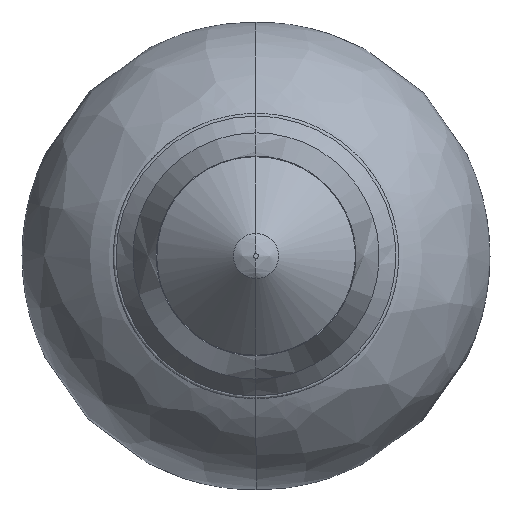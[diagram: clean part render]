
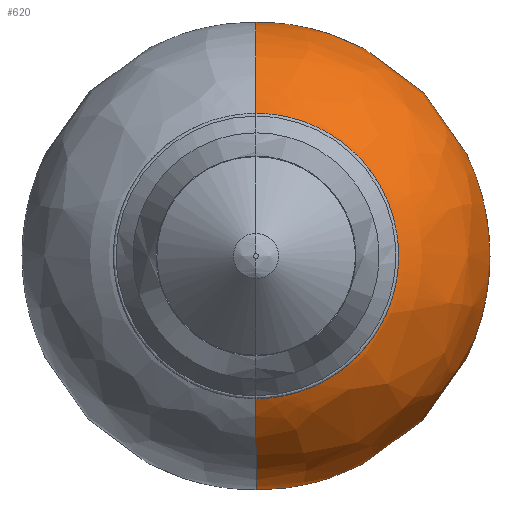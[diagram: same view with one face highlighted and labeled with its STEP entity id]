
A CAD part, front view. The second image highlights one B-rep face of the part: STEP entity #620.
In plain terms, the highlighted free-form (B-spline) face has degree [2, 2] with [5, 3] control points.
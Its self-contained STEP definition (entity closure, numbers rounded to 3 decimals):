
#581 = VERTEX_POINT('',#582);
#582 = CARTESIAN_POINT('',(0.,-5.992,2.598));
#590 = VERTEX_POINT('',#591);
#591 = CARTESIAN_POINT('',(0.,-5.992,
    -2.598));
#620 = ADVANCED_FACE('',(#621),#655,.T.);
#621 = FACE_BOUND('',#622,.T.);
#622 = EDGE_LOOP('',(#623,#631,#639,#649));
#623 = ORIENTED_EDGE('',*,*,#624,.T.);
#624 = EDGE_CURVE('',#581,#590,#625,.T.);
#625 = ( BOUNDED_CURVE() B_SPLINE_CURVE(2,(#626,#627,#628,#629,#630),
.UNSPECIFIED.,.F.,.F.) B_SPLINE_CURVE_WITH_KNOTS((3,2,3),(0.,
1.571,3.142),.PIECEWISE_BEZIER_KNOTS.) CURVE() 
GEOMETRIC_REPRESENTATION_ITEM() RATIONAL_B_SPLINE_CURVE((1.,
0.707,1.,0.707,1.)) REPRESENTATION_ITEM('') );
#626 = CARTESIAN_POINT('',(0.,-5.992,2.598));
#627 = CARTESIAN_POINT('',(2.598,-5.992,2.598
    ));
#628 = CARTESIAN_POINT('',(2.598,-5.992,
    0.));
#629 = CARTESIAN_POINT('',(2.598,-5.992,
    -2.598));
#630 = CARTESIAN_POINT('',(0.,-5.992,
    -2.598));
#631 = ORIENTED_EDGE('',*,*,#632,.T.);
#632 = EDGE_CURVE('',#590,#633,#635,.T.);
#633 = VERTEX_POINT('',#634);
#634 = CARTESIAN_POINT('',(0.,-0.736,
    -5.511));
#635 = ( BOUNDED_CURVE() B_SPLINE_CURVE(2,(#636,#637,#638),
.UNSPECIFIED.,.F.,.F.) B_SPLINE_CURVE_WITH_KNOTS((3,3),(5.001,
6.553),.PIECEWISE_BEZIER_KNOTS.) CURVE() 
GEOMETRIC_REPRESENTATION_ITEM() RATIONAL_B_SPLINE_CURVE((1.,
0.713,1.)) REPRESENTATION_ITEM('') );
#636 = CARTESIAN_POINT('',(0.,-5.992,
    -2.598));
#637 = CARTESIAN_POINT('',(0.,-4.794,
    -6.635));
#638 = CARTESIAN_POINT('',(0.,-0.736,
    -5.511));
#639 = ORIENTED_EDGE('',*,*,#640,.F.);
#640 = EDGE_CURVE('',#641,#633,#643,.T.);
#641 = VERTEX_POINT('',#642);
#642 = CARTESIAN_POINT('',(0.,-0.736,5.511));
#643 = ( BOUNDED_CURVE() B_SPLINE_CURVE(2,(#644,#645,#646,#647,#648),
.UNSPECIFIED.,.F.,.F.) B_SPLINE_CURVE_WITH_KNOTS((3,2,3),(0.,
1.571,3.142),.PIECEWISE_BEZIER_KNOTS.) CURVE() 
GEOMETRIC_REPRESENTATION_ITEM() RATIONAL_B_SPLINE_CURVE((1.,
0.707,1.,0.707,1.)) REPRESENTATION_ITEM('') );
#644 = CARTESIAN_POINT('',(0.,-0.736,5.511));
#645 = CARTESIAN_POINT('',(5.511,-0.736,5.511));
#646 = CARTESIAN_POINT('',(5.511,-0.736,
    0.));
#647 = CARTESIAN_POINT('',(5.511,-0.736,-5.511));
#648 = CARTESIAN_POINT('',(0.,-0.736,
    -5.511));
#649 = ORIENTED_EDGE('',*,*,#650,.F.);
#650 = EDGE_CURVE('',#581,#641,#651,.T.);
#651 = ( BOUNDED_CURVE() B_SPLINE_CURVE(2,(#652,#653,#654),
.UNSPECIFIED.,.F.,.F.) B_SPLINE_CURVE_WITH_KNOTS((3,3),(5.001,
6.553),.PIECEWISE_BEZIER_KNOTS.) CURVE() 
GEOMETRIC_REPRESENTATION_ITEM() RATIONAL_B_SPLINE_CURVE((1.,
0.713,1.)) REPRESENTATION_ITEM('') );
#652 = CARTESIAN_POINT('',(0.,-5.992,2.598));
#653 = CARTESIAN_POINT('',(0.,-4.794,6.635));
#654 = CARTESIAN_POINT('',(0.,-0.736,5.511));
#655 = ( BOUNDED_SURFACE() B_SPLINE_SURFACE(2,2,(
    (#656,#657,#658)
    ,(#659,#660,#661)
    ,(#662,#663,#664)
    ,(#665,#666,#667)
    ,(#668,#669,#670
)),.UNSPECIFIED.,.F.,.F.,.F.) B_SPLINE_SURFACE_WITH_KNOTS((3,2,3),(3,3),
  (0.,1.571,3.142),(5.001,6.553),
.PIECEWISE_BEZIER_KNOTS.) GEOMETRIC_REPRESENTATION_ITEM() 
RATIONAL_B_SPLINE_SURFACE((
    (1.,0.713,1.)
    ,(0.707,0.504,0.707)
    ,(1.,0.713,1.)
    ,(0.707,0.504,0.707)
,(1.,0.713,1.))) REPRESENTATION_ITEM('') SURFACE() );
#656 = CARTESIAN_POINT('',(0.,-5.992,2.598));
#657 = CARTESIAN_POINT('',(0.,-4.794,6.635));
#658 = CARTESIAN_POINT('',(0.,-0.736,5.511));
#659 = CARTESIAN_POINT('',(2.598,-5.992,2.598
    ));
#660 = CARTESIAN_POINT('',(6.635,-4.794,6.635
    ));
#661 = CARTESIAN_POINT('',(5.511,-0.736,5.511));
#662 = CARTESIAN_POINT('',(2.598,-5.992,
    0.));
#663 = CARTESIAN_POINT('',(6.635,-4.794,
    0.));
#664 = CARTESIAN_POINT('',(5.511,-0.736,
    0.));
#665 = CARTESIAN_POINT('',(2.598,-5.992,
    -2.598));
#666 = CARTESIAN_POINT('',(6.635,-4.794,
    -6.635));
#667 = CARTESIAN_POINT('',(5.511,-0.736,-5.511));
#668 = CARTESIAN_POINT('',(0.,-5.992,
    -2.598));
#669 = CARTESIAN_POINT('',(0.,-4.794,
    -6.635));
#670 = CARTESIAN_POINT('',(0.,-0.736,
    -5.511));
